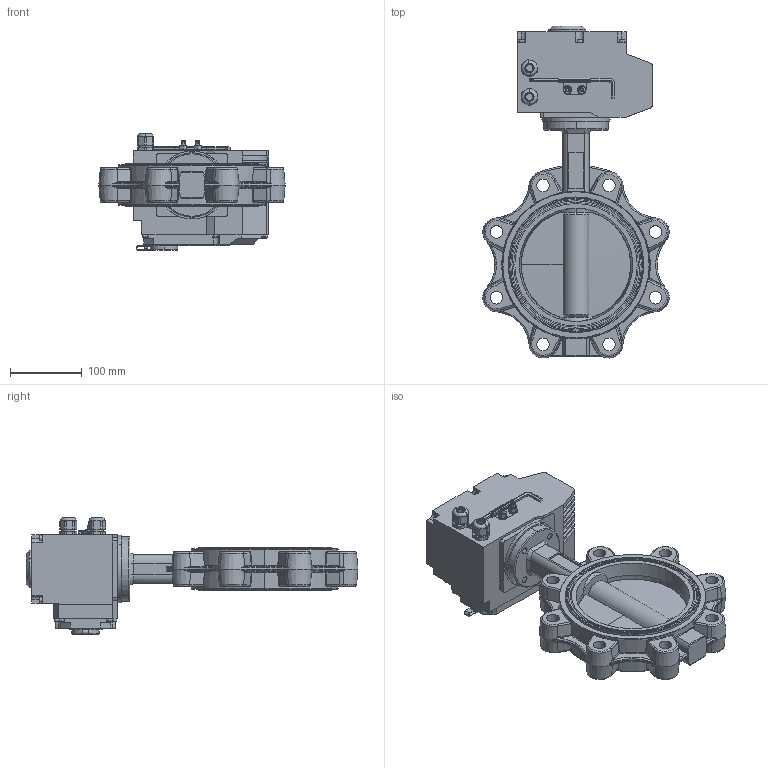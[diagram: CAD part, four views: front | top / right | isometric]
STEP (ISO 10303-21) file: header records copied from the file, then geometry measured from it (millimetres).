
FILE_DESCRIPTION (( 'STEP AP203' ), '1' );
FILE_NAME ('L9.000150E16C.STEP', '2023-03-08T08:07:02', ( '' ), ( '' ), 'SwSTEP 2.0', 'SolidWorks 2017', '' );
FILE_SCHEMA (( 'CONFIG_CONTROL_DESIGN' ));
Length unit declared in the file: millimetre
Products named in the file (1): L9.000150E16C
Bounding box: 259.86 x 462.92 x 162.5 mm (x, y, z)
Volume: 4197460.3 mm3; surface area: 366222.1 mm2
Topology: 1 solids, 14 shells, 1344 faces, 3296 edges, 1977 vertices
Faces by surface type: plane 559, cylinder 317, cone 190, torus 137, bspline 112, sphere 29
Entity records: 43516 total; most frequent: CARTESIAN_POINT 12689, ORIENTED_EDGE 6462, DIRECTION 6455, EDGE_CURVE 3231, AXIS2_PLACEMENT_3D 2469, VERTEX_POINT 1977, VECTOR 1517, LINE 1517
